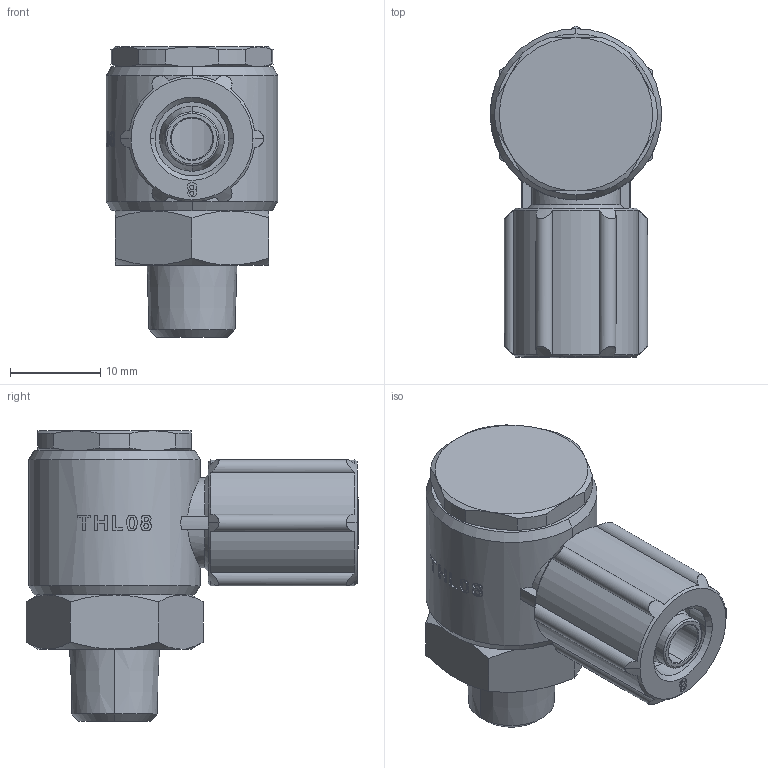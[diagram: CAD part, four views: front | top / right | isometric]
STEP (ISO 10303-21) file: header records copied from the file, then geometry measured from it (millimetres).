
FILE_DESCRIPTION((''),'2;1');
FILE_NAME('THL0801D1-mdt.stp','2017-07-21T11:38:39',(''),(''),'Mechanical Desktop 2009','Mechanical Desktop 2009',', , ');
FILE_SCHEMA(('CONFIG_CONTROL_DESIGN'));
Length unit declared in the file: millimetre
Products named in the file (2): THL0801D1-MDTA; THL0801D1-MDT
Assembly tree (1 placements, depth 2):
  THL0801D1-MDTA
    THL0801D1-MDT
Bounding box: 19 x 36.81 x 32.2 mm (x, y, z)
Volume: 6623.5 mm3; surface area: 6475.7 mm2
Topology: 1 solids, 1 shells, 377 faces, 1010 edges, 644 vertices
Faces by surface type: plane 237, cylinder 68, cone 62, torus 8, bspline 2
Entity records: 12608 total; most frequent: CARTESIAN_POINT 2927, DIRECTION 2086, ORIENTED_EDGE 2020, EDGE_CURVE 1010, AXIS2_PLACEMENT_3D 796, VERTEX_POINT 644, VECTOR 494, LINE 494
